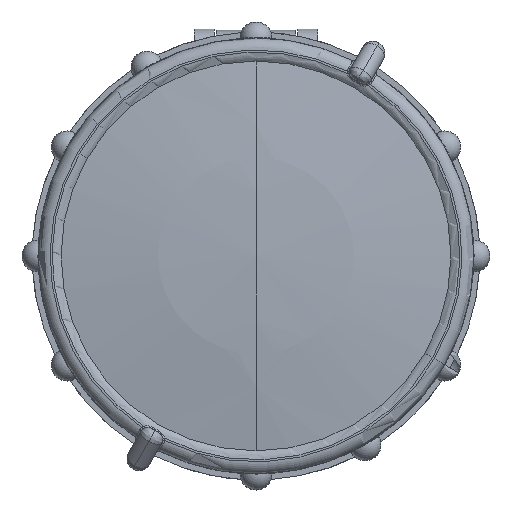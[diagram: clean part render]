
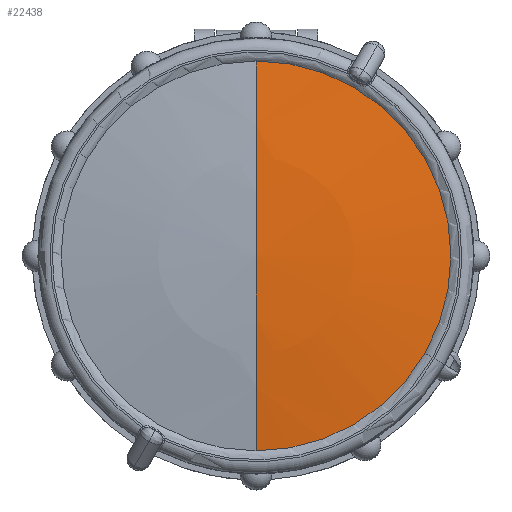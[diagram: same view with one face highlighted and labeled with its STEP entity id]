
A CAD part, top view. The second image highlights one B-rep face of the part: STEP entity #22438.
In plain terms, the highlighted spherical face has radius 335 mm.
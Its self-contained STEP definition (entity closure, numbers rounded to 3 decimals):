
#198 = AXIS2_PLACEMENT_3D ( 'NONE', #6926, #30039, #13304 ) ;
#2564 = VERTEX_POINT ( 'NONE', #17763 ) ;
#2636 = ORIENTED_EDGE ( 'NONE', *, *, #16755, .F. ) ;
#6798 = CARTESIAN_POINT ( 'NONE',  ( 0., 0., -317.971 ) ) ;
#6926 = CARTESIAN_POINT ( 'NONE',  ( 0., 0., 13.463 ) ) ;
#10085 = SPHERICAL_SURFACE ( 'NONE', #36189, 335. ) ;
#10642 = VERTEX_POINT ( 'NONE', #12935 ) ;
#12266 = CARTESIAN_POINT ( 'NONE',  ( 0., -48.75, 13.463 ) ) ;
#12935 = CARTESIAN_POINT ( 'NONE',  ( 0., 48.75, 13.463 ) ) ;
#13125 = EDGE_LOOP ( 'NONE', ( #26047, #40527, #2636 ) ) ;
#13227 = AXIS2_PLACEMENT_3D ( 'NONE', #16522, #16951, #40302 ) ;
#13304 = DIRECTION ( 'NONE',  ( -1., 0., 0. ) ) ;
#16522 = CARTESIAN_POINT ( 'NONE',  ( 0., 0., -317.971 ) ) ;
#16755 = EDGE_CURVE ( 'NONE', #2564, #16782, #34393, .T. ) ;
#16782 = VERTEX_POINT ( 'NONE', #12266 ) ;
#16900 = DIRECTION ( 'NONE',  ( 0., 0., 1. ) ) ;
#16951 = DIRECTION ( 'NONE',  ( 1., 0., 0. ) ) ;
#17763 = CARTESIAN_POINT ( 'NONE',  ( 42.219, -24.375, 13.463 ) ) ;
#18408 = CARTESIAN_POINT ( 'NONE',  ( 0., 0., 13.463 ) ) ;
#18723 = EDGE_CURVE ( 'NONE', #10642, #2564, #27581, .T. ) ;
#19558 = FACE_OUTER_BOUND ( 'NONE', #13125, .T. ) ;
#20946 = CIRCLE ( 'NONE', #13227, 335. ) ;
#22438 = ADVANCED_FACE ( 'NONE', ( #19558 ), #10085, .T. ) ;
#23835 = AXIS2_PLACEMENT_3D ( 'NONE', #18408, #31855, #38687 ) ;
#26047 = ORIENTED_EDGE ( 'NONE', *, *, #18723, .F. ) ;
#27581 = CIRCLE ( 'NONE', #198, 48.75 ) ;
#30039 = DIRECTION ( 'NONE',  ( 0., 0., -1. ) ) ;
#31855 = DIRECTION ( 'NONE',  ( 0., 0., -1. ) ) ;
#33407 = DIRECTION ( 'NONE',  ( 0., -1., 0. ) ) ;
#34393 = CIRCLE ( 'NONE', #23835, 48.75 ) ;
#36189 = AXIS2_PLACEMENT_3D ( 'NONE', #6798, #16900, #33407 ) ;
#37451 = EDGE_CURVE ( 'NONE', #10642, #16782, #20946, .T. ) ;
#38687 = DIRECTION ( 'NONE',  ( -1., 0., 0. ) ) ;
#40302 = DIRECTION ( 'NONE',  ( 0., 1., 0. ) ) ;
#40527 = ORIENTED_EDGE ( 'NONE', *, *, #37451, .T. ) ;
